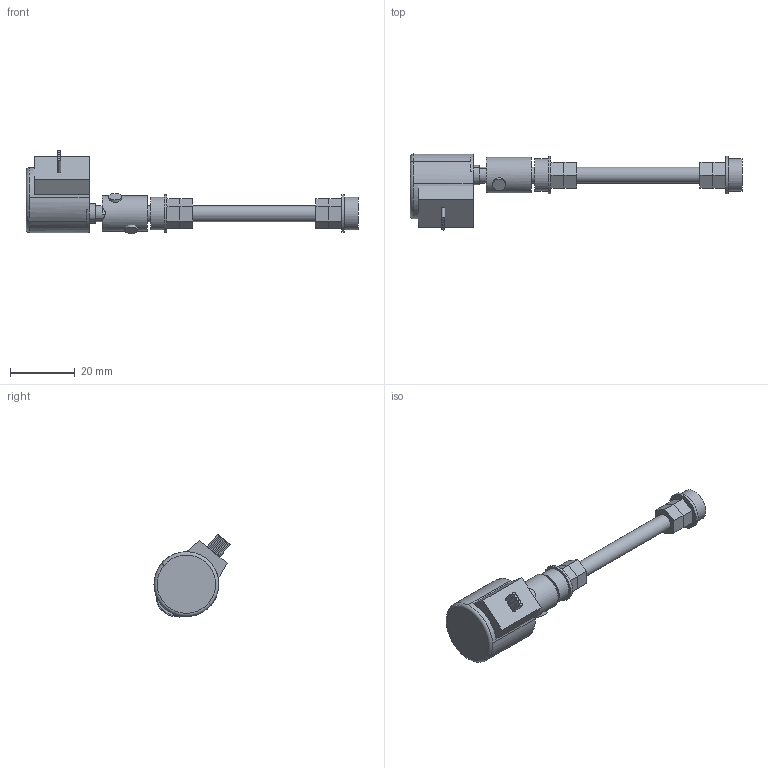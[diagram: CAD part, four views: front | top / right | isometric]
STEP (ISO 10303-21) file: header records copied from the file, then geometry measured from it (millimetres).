
FILE_DESCRIPTION(('FreeCAD Model'),'2;1');
FILE_NAME('98 Linear Actuator.step','2018-01-14T11:30:35',('Author'),(''), 'Open CASCADE STEP processor 6.9','FreeCAD','Unknown');
FILE_SCHEMA(('AUTOMOTIVE_DESIGN_CC2 { 1 2 10303 214 -1 1 5 4 }'));
Length unit declared in the file: millimetre
Products named in the file (10): ASSEMBLY; Moer_M5_007; Moer_M5_006; Moer_M5_005; Moer_M5_004; KogellagerMF105ZZ5x10x4_003; KogellagerMF105ZZ5x10x4_001; Draadeind_M5_Cylinder001; Aaddraadverbinder_14mm_001; Steppenmotor-20BYJ46-NoEars001
Assembly tree (9 placements, depth 2):
  ASSEMBLY
    Moer_M5_007
    Moer_M5_006
    Moer_M5_005
    Moer_M5_004
    KogellagerMF105ZZ5x10x4_003
    KogellagerMF105ZZ5x10x4_001
    Draadeind_M5_Cylinder001
    Aaddraadverbinder_14mm_001
    Steppenmotor-20BYJ46-NoEars001
Bounding box: 102.5 x 23.49 x 25.72 mm (x, y, z)
Volume: 10793.2 mm3; surface area: 6167 mm2
Topology: 10 solids, 10 shells, 105 faces, 228 edges, 154 vertices
Faces by surface type: plane 64, cylinder 36, torus 5
Full cylindrical faces by diameter (mm): 4 x2, 4.7 x1, 5 x7, 10 x2, 11 x1, 11.6 x2
Entity records: 9600 total; most frequent: CARTESIAN_POINT 4422, DIRECTION 852, ORIENTED_EDGE 456, PCURVE 456, DEFINITIONAL_REPRESENTATION 456, LINE 381, VECTOR 381, EDGE_CURVE 228
